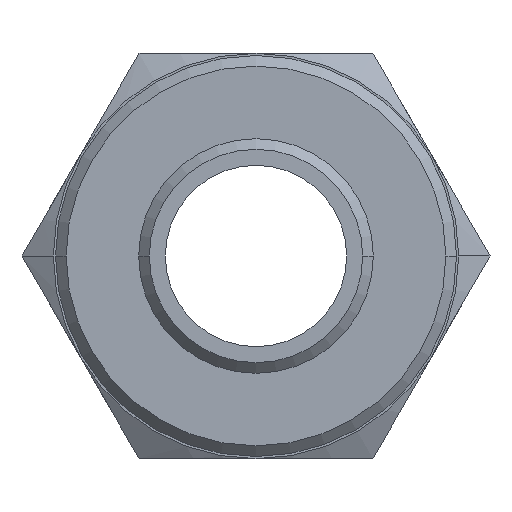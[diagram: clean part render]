
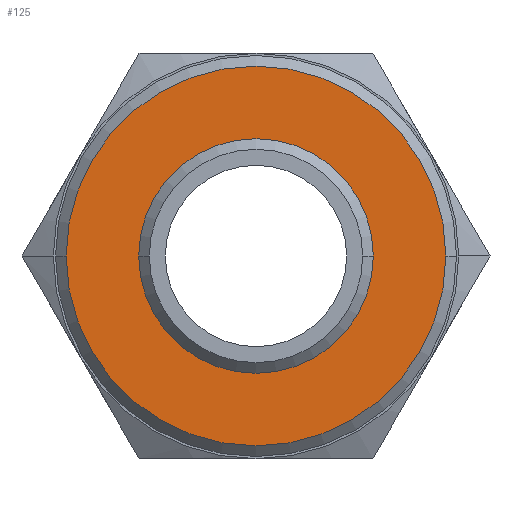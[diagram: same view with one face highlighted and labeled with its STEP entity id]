
A CAD part, front view. The second image highlights one B-rep face of the part: STEP entity #125.
In plain terms, the highlighted planar face has unit normal (0, -1, 0).
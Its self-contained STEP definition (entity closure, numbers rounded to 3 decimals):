
#125=ADVANCED_FACE('',(#265,#266),#267,.T.);
#265=FACE_OUTER_BOUND('',#418,.T.);
#266=FACE_BOUND('',#419,.T.);
#267=PLANE('',#420);
#418=EDGE_LOOP('',(#708,#709));
#419=EDGE_LOOP('',(#710,#711));
#420=AXIS2_PLACEMENT_3D('',#712,#713,#714);
#708=ORIENTED_EDGE('',*,*,#977,.F.);
#709=ORIENTED_EDGE('',*,*,#978,.F.);
#710=ORIENTED_EDGE('',*,*,#966,.T.);
#711=ORIENTED_EDGE('',*,*,#948,.T.);
#712=CARTESIAN_POINT('',(7.2,17.0,0.0));
#713=DIRECTION('',(-0.0,-1.0,-0.0));
#714=DIRECTION('',(-1.0,0.0,0.0));
#948=EDGE_CURVE('',#1140,#1138,#1141,.T.);
#966=EDGE_CURVE('',#1138,#1140,#1162,.T.);
#977=EDGE_CURVE('',#1178,#1179,#1180,.T.);
#978=EDGE_CURVE('',#1179,#1178,#1181,.T.);
#1138=VERTEX_POINT('',#1569);
#1140=VERTEX_POINT('',#1572);
#1141=CIRCLE('',#1573,5.5);
#1162=CIRCLE('',#1597,5.5);
#1178=VERTEX_POINT('',#1626);
#1179=VERTEX_POINT('',#1627);
#1180=CIRCLE('',#1628,8.9);
#1181=CIRCLE('',#1629,8.9);
#1569=CARTESIAN_POINT('',(5.5,17.0,0.0));
#1572=CARTESIAN_POINT('',(-5.5,17.0,0.));
#1573=AXIS2_PLACEMENT_3D('',#1819,#1820,#1821);
#1597=AXIS2_PLACEMENT_3D('',#1846,#1847,#1848);
#1626=CARTESIAN_POINT('',(8.9,17.0,0.0));
#1627=CARTESIAN_POINT('',(-8.9,17.0,0.));
#1628=AXIS2_PLACEMENT_3D('',#1860,#1861,#1862);
#1629=AXIS2_PLACEMENT_3D('',#1863,#1864,#1865);
#1819=CARTESIAN_POINT('',(0.0,17.0,0.0));
#1820=DIRECTION('',(-0.0,1.0,0.0));
#1821=DIRECTION('',(1.0,0.0,0.0));
#1846=CARTESIAN_POINT('',(0.0,17.0,0.0));
#1847=DIRECTION('',(-0.0,1.0,0.0));
#1848=DIRECTION('',(1.0,0.0,0.0));
#1860=CARTESIAN_POINT('',(0.0,17.0,0.0));
#1861=DIRECTION('',(-0.0,1.0,0.0));
#1862=DIRECTION('',(1.0,0.0,0.0));
#1863=CARTESIAN_POINT('',(0.0,17.0,0.0));
#1864=DIRECTION('',(-0.0,1.0,0.0));
#1865=DIRECTION('',(1.0,0.0,0.0));
